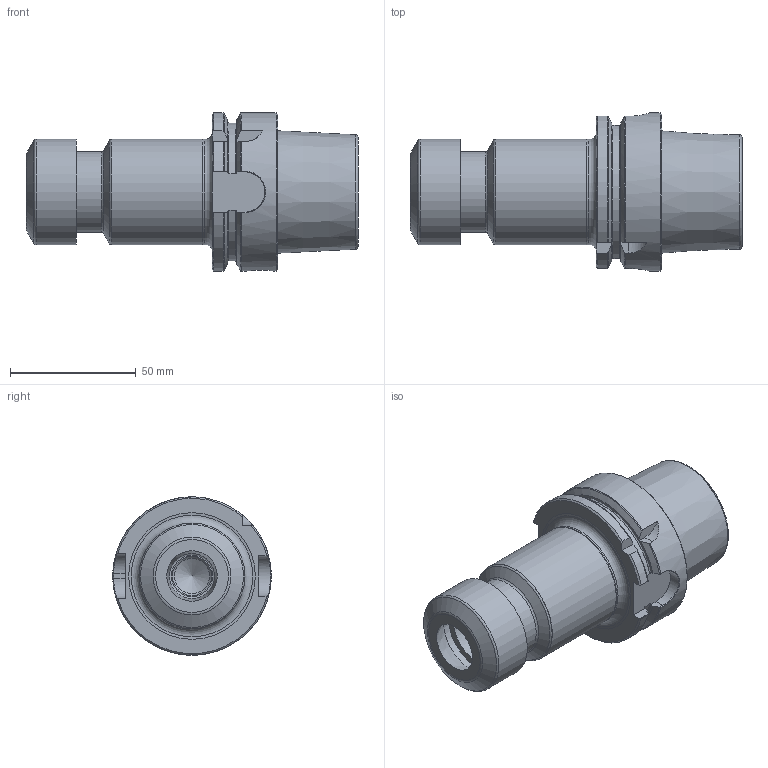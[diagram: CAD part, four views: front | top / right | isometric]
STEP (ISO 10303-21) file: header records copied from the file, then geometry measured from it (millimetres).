
FILE_DESCRIPTION(/* description */ (''),/* implementation_level */ '2;1');
FILE_NAME(/* name */ 'AHSKA63-ER-25-100.stp',/* time_stamp */ '2024-12-16T13:05:07+03:00',/* author */ (''),/* organization */ (''),/* preprocessor_version */ 'ST-DEVELOPER v19.4',/* originating_system */ 'SIEMENS PLM Software NX2306.3001',/* authorisation */ '');
FILE_SCHEMA (('AUTOMOTIVE_DESIGN { 1 0 10303 214 3 1 1 1 }'));
Length unit declared in the file: millimetre
Products named in the file (1): AHSKA63-ER-25-100-light_objects
Bounding box: 132 x 63 x 63 mm (x, y, z)
Volume: 202614.8 mm3; surface area: 31024.6 mm2
Topology: 1 solids, 1 shells, 98 faces, 250 edges, 159 vertices
Faces by surface type: plane 35, cone 24, cylinder 18, torus 18, bspline 3
Full cylindrical faces by diameter (mm): 10 x1, 14 x1, 18 x1, 30.5 x1, 32 x1, 41.8 x1, 42 x2, 63 x1
Entity records: 3207 total; most frequent: CARTESIAN_POINT 1075, ORIENTED_EDGE 416, DIRECTION 404, EDGE_CURVE 208, AXIS2_PLACEMENT_3D 171, VERTEX_POINT 151, EDGE_LOOP 135, ADVANCED_FACE 98
